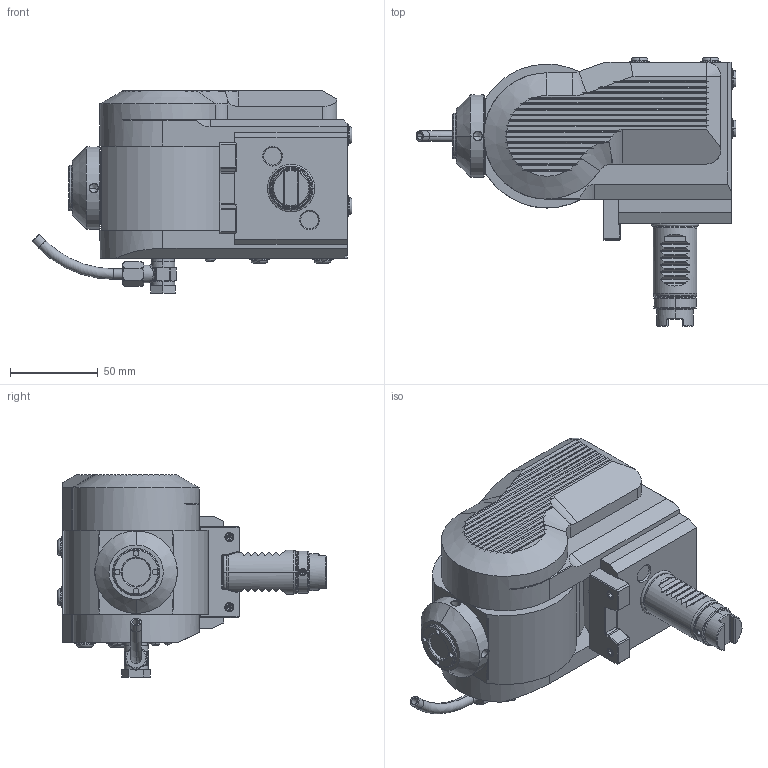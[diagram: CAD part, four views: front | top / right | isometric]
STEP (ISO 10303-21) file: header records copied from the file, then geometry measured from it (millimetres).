
FILE_DESCRIPTION((''),'2;1');
FILE_NAME('NGT1_25_565_20_2_3_1_1_5','2025-06-18T',('vali'),('NOVA GRUP'),'PRO/ENGINEER BY PARAMETRIC TECHNOLOGY CORPORATION, 2010280','PRO/ENGINEER BY PARAMETRIC TECHNOLOGY CORPORATION, 2010280','');
FILE_SCHEMA(('CONFIG_CONTROL_DESIGN'));
Length unit declared in the file: millimetre
Products named in the file (1): NGT1_25_565_20_2_3_1_1_5
Bounding box: 182.42 x 153.25 x 115.4 mm (x, y, z)
Volume: 1032854.5 mm3; surface area: 86039.1 mm2
Topology: 1 solids, 3 shells, 971 faces, 2301 edges, 1381 vertices
Faces by surface type: plane 488, cylinder 267, torus 80, cone 76, bspline 56, sphere 4
Entity records: 34386 total; most frequent: CARTESIAN_POINT 12799, ORIENTED_EDGE 4540, DIRECTION 4268, EDGE_CURVE 2270, AXIS2_PLACEMENT_3D 1490, VERTEX_POINT 1381, VECTOR 1288, LINE 1288
